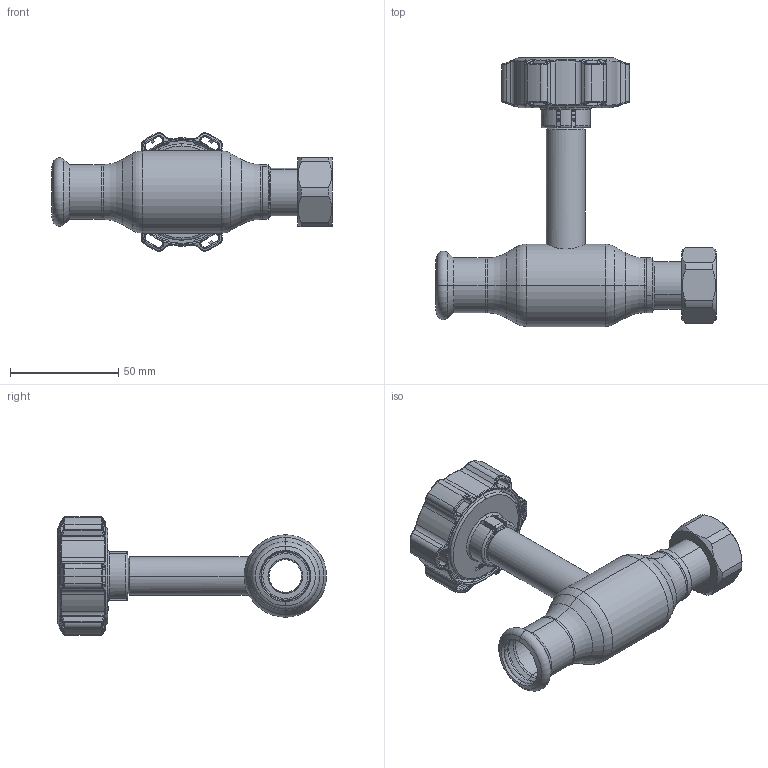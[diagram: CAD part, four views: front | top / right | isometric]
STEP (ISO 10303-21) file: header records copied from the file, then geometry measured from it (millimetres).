
FILE_DESCRIPTION (( 'STEP AP214' ), '1' );
FILE_NAME ('1020001411-1200.step', '2024-01-16T11:01:46', ( '' ), ( '' ), 'SwSTEP 2.0', 'SolidWorks 2021', '' );
FILE_SCHEMA (( 'AUTOMOTIVE_DESIGN' ));
Length unit declared in the file: millimetre
Products named in the file (1): 1020001411-1200
Bounding box: 129.5 x 124.1 x 54.57 mm (x, y, z)
Surface area: 36822.2 mm2 (no closed solid volume)
Topology: 0 solids, 13 shells, 556 faces, 1627 edges, 1057 vertices
Faces by surface type: bspline 168, cylinder 142, plane 99, torus 87, cone 60
Entity records: 33943 total; most frequent: CARTESIAN_POINT 14735, ORIENTED_EDGE 2873, DIRECTION 2340, EDGE_CURVE 1623, VERTEX_POINT 1057, AXIS2_PLACEMENT_3D 949, EDGE_LOOP 592, B_SPLINE_CURVE_WITH_KNOTS 591
